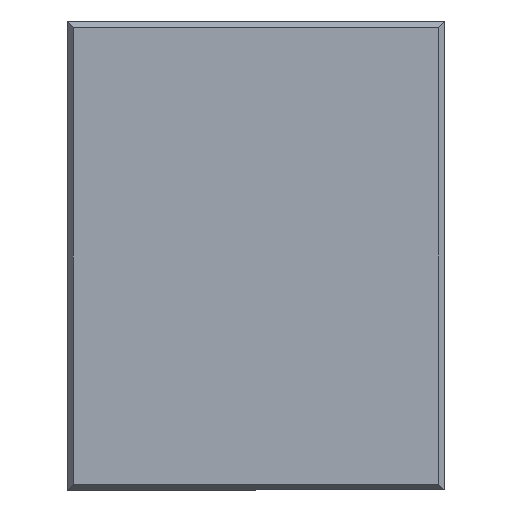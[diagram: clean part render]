
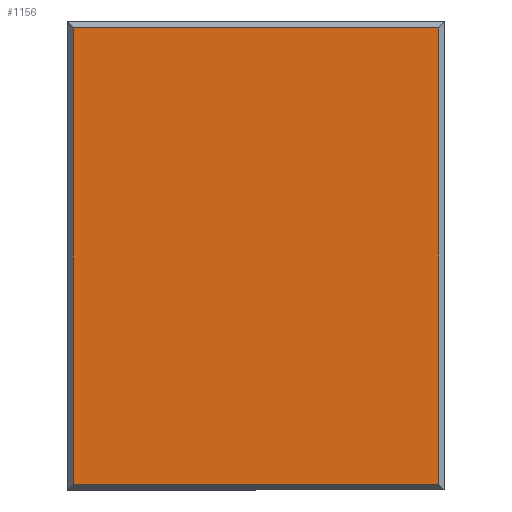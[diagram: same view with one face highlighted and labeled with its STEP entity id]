
A CAD part, left-side view. The second image highlights one B-rep face of the part: STEP entity #1156.
In plain terms, the highlighted planar face has unit normal (-1, 0, 0).
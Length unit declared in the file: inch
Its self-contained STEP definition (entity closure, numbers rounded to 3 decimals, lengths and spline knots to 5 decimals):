
#14 = CARTESIAN_POINT ( 'NONE',  ( -3.50303, 1.19924, -0.66419 ) ) ;
#58 = VERTEX_POINT ( 'NONE', #352 ) ;
#216 = VECTOR ( 'NONE', #355, 39.37008 ) ;
#303 = CARTESIAN_POINT ( 'NONE',  ( -3.50303, -0.31976, 0.28331 ) ) ;
#346 = CARTESIAN_POINT ( 'NONE',  ( -3.50303, -0.31976, 1.23081 ) ) ;
#352 = CARTESIAN_POINT ( 'NONE',  ( -3.50303, -0.31976, -0.66419 ) ) ;
#355 = DIRECTION ( 'NONE',  ( 0., -1., 0. ) ) ;
#391 = AXIS2_PLACEMENT_3D ( 'NONE', #1215, #1151, #1518 ) ;
#444 = LINE ( 'NONE', #461, #1856 ) ;
#461 = CARTESIAN_POINT ( 'NONE',  ( -3.50303, 1.19924, 0.28331 ) ) ;
#523 = LINE ( 'NONE', #1033, #216 ) ;
#608 = FACE_OUTER_BOUND ( 'NONE', #2340, .T. ) ;
#649 = VERTEX_POINT ( 'NONE', #14 ) ;
#650 = ORIENTED_EDGE ( 'NONE', *, *, #2250, .T. ) ;
#891 = EDGE_CURVE ( 'NONE', #58, #1450, #2371, .T. ) ;
#1008 = ORIENTED_EDGE ( 'NONE', *, *, #1415, .T. ) ;
#1033 = CARTESIAN_POINT ( 'NONE',  ( -3.50303, 0.43974, -0.66419 ) ) ;
#1151 = DIRECTION ( 'NONE',  ( -1., 0., 0. ) ) ;
#1156 = ADVANCED_FACE ( 'NONE', ( #608 ), #1949, .T. ) ;
#1215 = CARTESIAN_POINT ( 'NONE',  ( -3.50303, 0.43974, 0.28331 ) ) ;
#1338 = LINE ( 'NONE', #1391, #1800 ) ;
#1360 = ORIENTED_EDGE ( 'NONE', *, *, #1864, .T. ) ;
#1391 = CARTESIAN_POINT ( 'NONE',  ( -3.50303, 0.43974, 1.23081 ) ) ;
#1415 = EDGE_CURVE ( 'NONE', #649, #58, #523, .T. ) ;
#1450 = VERTEX_POINT ( 'NONE', #346 ) ;
#1508 = VERTEX_POINT ( 'NONE', #1812 ) ;
#1518 = DIRECTION ( 'NONE',  ( 0., 0., 1. ) ) ;
#1595 = DIRECTION ( 'NONE',  ( 0., 0., 1. ) ) ;
#1736 = DIRECTION ( 'NONE',  ( 0., 1., 0. ) ) ;
#1800 = VECTOR ( 'NONE', #1736, 39.37008 ) ;
#1812 = CARTESIAN_POINT ( 'NONE',  ( -3.50303, 1.19924, 1.23081 ) ) ;
#1856 = VECTOR ( 'NONE', #2306, 39.37008 ) ;
#1864 = EDGE_CURVE ( 'NONE', #1508, #649, #444, .T. ) ;
#1949 = PLANE ( 'NONE',  #391 ) ;
#2107 = VECTOR ( 'NONE', #1595, 39.37008 ) ;
#2238 = ORIENTED_EDGE ( 'NONE', *, *, #891, .T. ) ;
#2250 = EDGE_CURVE ( 'NONE', #1450, #1508, #1338, .T. ) ;
#2306 = DIRECTION ( 'NONE',  ( 0., 0., -1. ) ) ;
#2340 = EDGE_LOOP ( 'NONE', ( #650, #1360, #1008, #2238 ) ) ;
#2371 = LINE ( 'NONE', #303, #2107 ) ;
